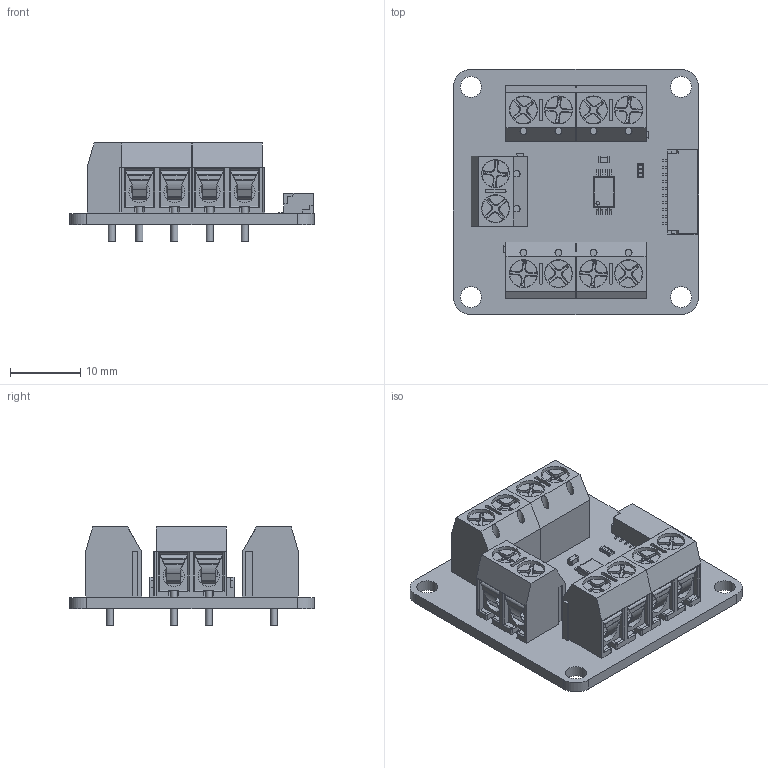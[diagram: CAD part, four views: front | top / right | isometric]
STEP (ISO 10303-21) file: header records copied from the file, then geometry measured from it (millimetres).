
FILE_DESCRIPTION(('FreeCAD Model'),'2;1');
FILE_NAME('io-4.step', '2017-08-01T16:39:23',('kicad StepUp'),('ksu MCAD'), 'Open CASCADE STEP processor 6.8','FreeCAD','Unknown');
FILE_SCHEMA(('AUTOMOTIVE_DESIGN_CC2 { 1 2 10303 214 -1 1 5 4 }'));
Length unit declared in the file: millimetre
Products named in the file (10): Pcb; C_0603_; 2er_Buchse_; 2er_Buchse_001; 2er_Buchse_002; 2er_Buchse_003; 2er_Buchse_004; SM10B-SRSS_; Cut_; TSSOP-8_
Bounding box: 35 x 35 x 14 mm (x, y, z)
Volume: 4748.1 mm3; surface area: 8253.3 mm2
Topology: 10 solids, 10 shells, 1520 faces, 4071 edges, 2604 vertices
Faces by surface type: plane 966, cylinder 486, torus 40, sphere 28
Full cylindrical faces by diameter (mm): 1 x20, 1.3 x10, 2.4 x20, 3 x14, 3.9 x10, 4 x10
Entity records: 60183 total; most frequent: CARTESIAN_POINT 11010, ORIENTED_EDGE 8046, DIRECTION 8025, EDGE_CURVE 4023, LINE 2895, VECTOR 2895, VERTEX_POINT 2604, AXIS2_PLACEMENT_3D 2565
